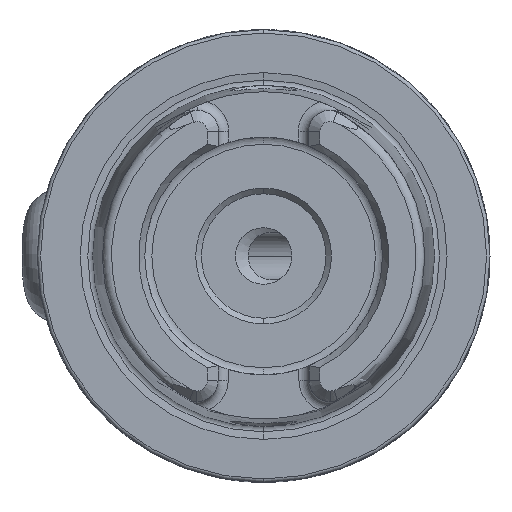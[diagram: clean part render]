
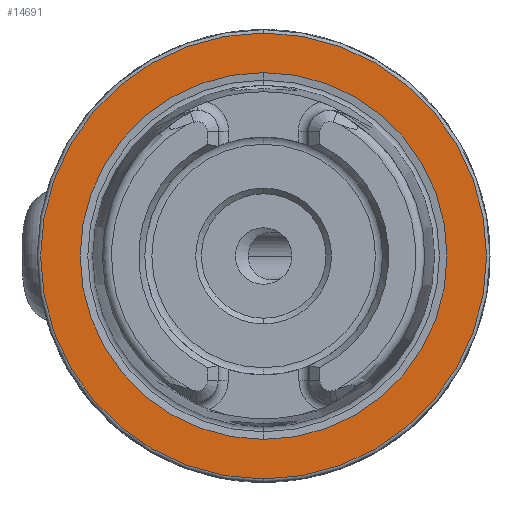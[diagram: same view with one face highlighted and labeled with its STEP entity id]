
A CAD part, left-side view. The second image highlights one B-rep face of the part: STEP entity #14691.
In plain terms, the highlighted planar face has unit normal (-1, 0, 0).
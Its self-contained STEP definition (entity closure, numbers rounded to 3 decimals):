
#500 = AXIS2_PLACEMENT_3D ( 'NONE', #1136, #4116, #6009 ) ;
#1029 = EDGE_CURVE ( 'NONE', #16696, #9699, #3433, .T. ) ;
#1136 = CARTESIAN_POINT ( 'NONE',  ( 0., 0., 0. ) ) ;
#1317 = DIRECTION ( 'NONE',  ( 0., 0., 1. ) ) ;
#3246 = FACE_BOUND ( 'NONE', #9522, .T. ) ;
#3433 = CIRCLE ( 'NONE', #500, 16.207 ) ;
#3650 = CARTESIAN_POINT ( 'NONE',  ( 0., 0., 19.7 ) ) ;
#3653 = FACE_OUTER_BOUND ( 'NONE', #5908, .T. ) ;
#3841 = DIRECTION ( 'NONE',  ( -1., 0., 0. ) ) ;
#3858 = AXIS2_PLACEMENT_3D ( 'NONE', #11695, #3841, #13032 ) ;
#4116 = DIRECTION ( 'NONE',  ( -1., 0., 0. ) ) ;
#4943 = ORIENTED_EDGE ( 'NONE', *, *, #14875, .T. ) ;
#4978 = AXIS2_PLACEMENT_3D ( 'NONE', #17085, #9204, #1317 ) ;
#5048 = CARTESIAN_POINT ( 'NONE',  ( 0., 19.7, 0. ) ) ;
#5341 = VERTEX_POINT ( 'NONE', #3650 ) ;
#5620 = AXIS2_PLACEMENT_3D ( 'NONE', #14621, #6765, #15961 ) ;
#5908 = EDGE_LOOP ( 'NONE', ( #4943, #9871 ) ) ;
#6009 = DIRECTION ( 'NONE',  ( 0., 0., 1. ) ) ;
#6098 = CARTESIAN_POINT ( 'NONE',  ( 0., 0., 16.207 ) ) ;
#6765 = DIRECTION ( 'NONE',  ( -1., 0., 0. ) ) ;
#7450 = CIRCLE ( 'NONE', #3858, 19.7 ) ;
#7707 = DIRECTION ( 'NONE',  ( 0., 0., -1. ) ) ;
#8748 = CIRCLE ( 'NONE', #4978, 16.207 ) ;
#9063 = ORIENTED_EDGE ( 'NONE', *, *, #16455, .F. ) ;
#9204 = DIRECTION ( 'NONE',  ( -1., 0., 0. ) ) ;
#9522 = EDGE_LOOP ( 'NONE', ( #14349, #9063 ) ) ;
#9535 = CARTESIAN_POINT ( 'NONE',  ( 0., 0., -16.207 ) ) ;
#9699 = VERTEX_POINT ( 'NONE', #9535 ) ;
#9871 = ORIENTED_EDGE ( 'NONE', *, *, #12792, .T. ) ;
#10383 = AXIS2_PLACEMENT_3D ( 'NONE', #5048, #15555, #7707 ) ;
#11659 = CIRCLE ( 'NONE', #5620, 19.7 ) ;
#11695 = CARTESIAN_POINT ( 'NONE',  ( 0., 0., 0. ) ) ;
#12615 = CARTESIAN_POINT ( 'NONE',  ( 0., 0., -19.7 ) ) ;
#12792 = EDGE_CURVE ( 'NONE', #13175, #5341, #7450, .T. ) ;
#12924 = PLANE ( 'NONE',  #10383 ) ;
#13032 = DIRECTION ( 'NONE',  ( 0., 0., 1. ) ) ;
#13175 = VERTEX_POINT ( 'NONE', #12615 ) ;
#14349 = ORIENTED_EDGE ( 'NONE', *, *, #1029, .F. ) ;
#14621 = CARTESIAN_POINT ( 'NONE',  ( 0., 0., 0. ) ) ;
#14691 = ADVANCED_FACE ( 'NONE', ( #3246, #3653 ), #12924, .F. ) ;
#14875 = EDGE_CURVE ( 'NONE', #5341, #13175, #11659, .T. ) ;
#15555 = DIRECTION ( 'NONE',  ( 1., 0., 0. ) ) ;
#15961 = DIRECTION ( 'NONE',  ( 0., 0., 1. ) ) ;
#16455 = EDGE_CURVE ( 'NONE', #9699, #16696, #8748, .T. ) ;
#16696 = VERTEX_POINT ( 'NONE', #6098 ) ;
#17085 = CARTESIAN_POINT ( 'NONE',  ( 0., 0., 0. ) ) ;
